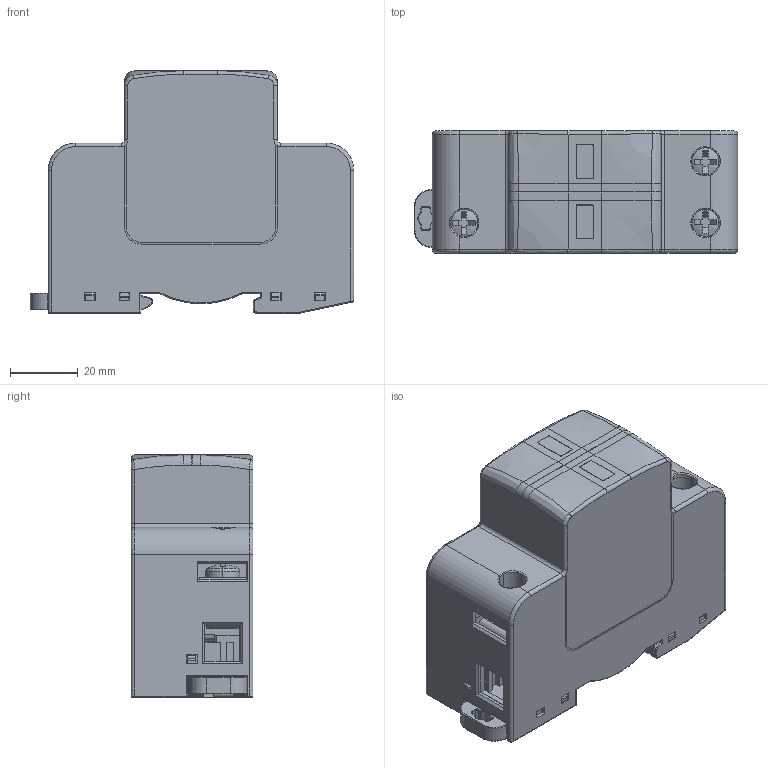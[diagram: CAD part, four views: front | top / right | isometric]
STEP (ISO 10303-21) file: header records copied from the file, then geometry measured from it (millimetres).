
FILE_DESCRIPTION((''),'2;1');
FILE_NAME('560006_PROTEC_BR_125_1P0_320V___ASM','2018-09-04T10:33:20',('Sebastjan.kamensek'),('Audax d.o.o.'),'CREO PARAMETRIC BY PTC INC, 2017260','CREO PARAMETRIC BY PTC INC, 2017260','');
FILE_SCHEMA(('AP242_MANAGED_MODEL_BASED_3D_ENGINEERING_MIM_LF { 1 0 10303 442 1 1 4 }'));
Products named in the file (19): SFT_PODNOZJE_UNI_2TE_VER__1; LECKA_BUHTEL__1; ZASKOCKA_PLASTICNA_V11__1; VZMET_VSKOCKE__1; RC_ZENSKA_WM__1; RC_WM_SESTAV__ASM_2_ASM; 521000502_VIJAK_M6X12__1; 526000100_ODKLOPNIK_25KA_SESTA__ASM; 5621_25_VAR_PRBLB_SESTAV__ASM_2_ASM; 5620_VAR_SKLOP_PRBLB_25KA__ASM__ASM; SFT_NOSILEC_KONTAK_1TE_VER__1; SFT_KONTAKT_OZEM_2TE_SKLOP__ASM_ASM; POKROV_PROTEC_B_2TE_BL__1; SES_ODKL_KONT_2TE__ASM_2; 526001100_ODKLOPNIK_125KA_SES___ASM; 5421_125_VAR_SFTB_SESTAV__ASM_2_ASM; 5620_VAR_SKLOP_SFTB_125KA__ASM__ASM; 560006_PROTEC_BR_125_1P0_320V_1_ASM; 560006_PROTEC_BR_125_1P0_320V___ASM
Assembly tree (21 placements, depth 6):
  560006_PROTEC_BR_125_1P0_320V___ASM
    560006_PROTEC_BR_125_1P0_320V_1_ASM
      SFT_PODNOZJE_UNI_2TE_VER__1
      LECKA_BUHTEL__1  x2
      ZASKOCKA_PLASTICNA_V11__1
      VZMET_VSKOCKE__1
      RC_WM_SESTAV__ASM_2_ASM
        RC_ZENSKA_WM__1
      5620_VAR_SKLOP_PRBLB_25KA__ASM__ASM
        5621_25_VAR_PRBLB_SESTAV__ASM_2_ASM
          526000100_ODKLOPNIK_25KA_SESTA__ASM
            521000502_VIJAK_M6X12__1  x2
      SFT_KONTAKT_OZEM_2TE_SKLOP__ASM_ASM
        SFT_NOSILEC_KONTAK_1TE_VER__1
        521000502_VIJAK_M6X12__1
      POKROV_PROTEC_B_2TE_BL__1
      5620_VAR_SKLOP_SFTB_125KA__ASM__ASM
        5421_125_VAR_SFTB_SESTAV__ASM_2_ASM
          526001100_ODKLOPNIK_125KA_SES___ASM
            SES_ODKL_KONT_2TE__ASM_2
Bounding box: 95.25 x 35.9 x 71.29 mm (x, y, z)
Volume: 46464.5 mm3; surface area: 61551.3 mm2
Topology: 11 solids, 11 shells, 1790 faces, 4764 edges, 2951 vertices
Faces by surface type: plane 904, cylinder 557, torus 139, bspline 83, sphere 77, cone 24, extrusion 6
Entity records: 76510 total; most frequent: CARTESIAN_POINT 20008, ORIENTED_EDGE 8860, DIRECTION 8564, PRESENTATION_STYLE_ASSIGNMENT 4492, STYLED_ITEM 4438, CURVE_STYLE 4430, EDGE_CURVE 4430, AXIS2_PLACEMENT_3D 2870
